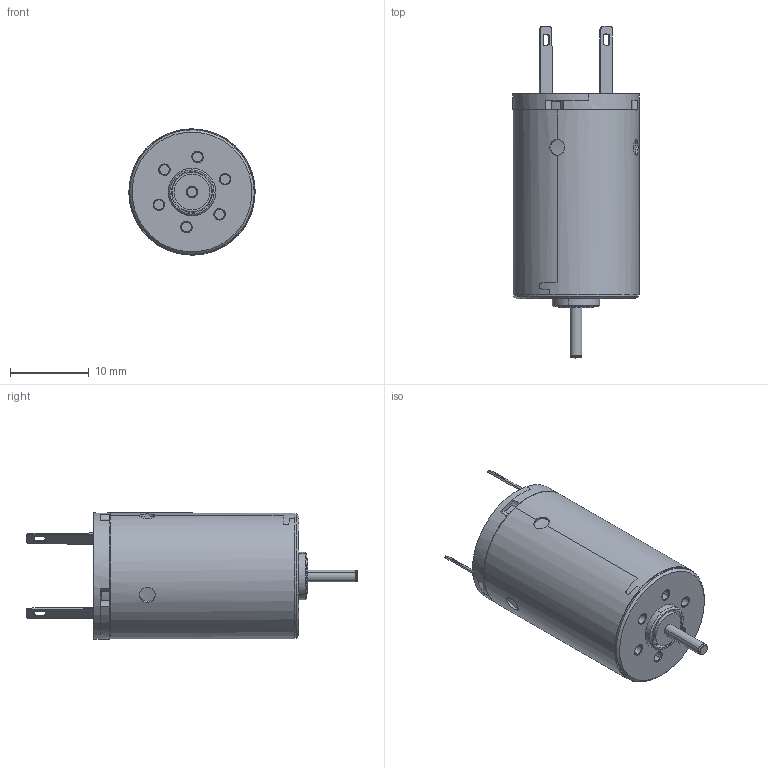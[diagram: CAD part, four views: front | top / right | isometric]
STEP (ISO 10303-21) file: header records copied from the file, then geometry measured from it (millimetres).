
FILE_DESCRIPTION((''),'2;1');
FILE_NAME('MOTOR_16_CB_2_NEO_ASM','2017-06-01T',('nishant.babu'),(''),'PRO/ENGINEER BY PARAMETRIC TECHNOLOGY CORPORATION, 2014310','PRO/ENGINEER BY PARAMETRIC TECHNOLOGY CORPORATION, 2014310','');
FILE_SCHEMA(('CONFIG_CONTROL_DESIGN'));
Length unit declared in the file: millimetre
Products named in the file (1): MOTOR_16_CB_2_NEO_ASM
Bounding box: 16 x 42.1 x 15.99 mm (x, y, z)
Volume: 5135.3 mm3; surface area: 2653.2 mm2
Topology: 1 solids, 1 shells, 587 faces, 1594 edges, 1027 vertices
Faces by surface type: plane 274, cylinder 230, cone 67, torus 8, bspline 8
Entity records: 19724 total; most frequent: CARTESIAN_POINT 4488, DIRECTION 3317, ORIENTED_EDGE 3172, EDGE_CURVE 1586, AXIS2_PLACEMENT_3D 1267, VERTEX_POINT 1027, VECTOR 783, LINE 783
